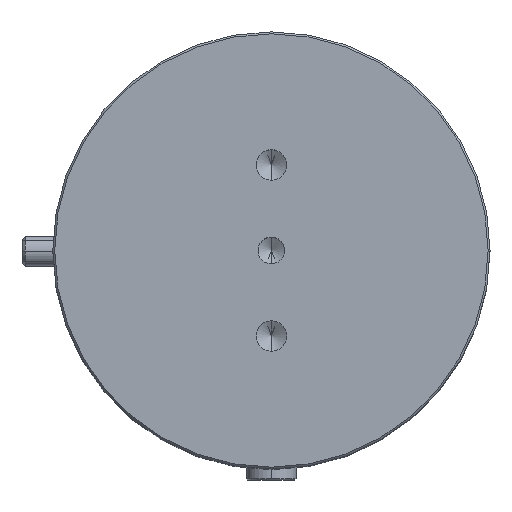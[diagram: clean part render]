
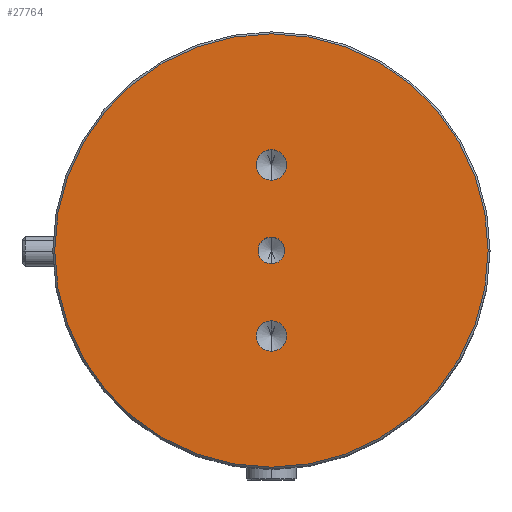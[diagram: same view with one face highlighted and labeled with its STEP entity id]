
A CAD part, top view. The second image highlights one B-rep face of the part: STEP entity #27764.
In plain terms, the highlighted planar face has unit normal (0, 0, 1).
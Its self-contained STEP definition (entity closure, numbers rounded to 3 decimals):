
#9585=CARTESIAN_POINT('',(0.,0.,130.));
#9586=DIRECTION('',(0.,0.,-1.));
#9587=DIRECTION('',(0.,1.,0.));
#9588=AXIS2_PLACEMENT_3D('',#9585,#9586,#9587);
#9603=CARTESIAN_POINT('',(0.,22.5,130.));
#9604=DIRECTION('',(0.,0.,-1.));
#9605=DIRECTION('',(0.,-1.,0.));
#9606=AXIS2_PLACEMENT_3D('',#9603,#9604,#9605);
#9608=CARTESIAN_POINT('',(0.,22.5,130.));
#9609=DIRECTION('',(0.,0.,-1.));
#9610=DIRECTION('',(0.,1.,0.));
#9611=AXIS2_PLACEMENT_3D('',#9608,#9609,#9610);
#9613=CARTESIAN_POINT('',(0.,-22.5,130.));
#9614=DIRECTION('',(0.,0.,1.));
#9615=DIRECTION('',(0.,1.,0.));
#9616=AXIS2_PLACEMENT_3D('',#9613,#9614,#9615);
#9618=CARTESIAN_POINT('',(0.,-22.5,130.));
#9619=DIRECTION('',(0.,0.,1.));
#9620=DIRECTION('',(0.,-1.,0.));
#9621=AXIS2_PLACEMENT_3D('',#9618,#9619,#9620);
#9623=CARTESIAN_POINT('',(0.,0.,130.));
#9624=DIRECTION('',(0.,0.,-1.));
#9625=DIRECTION('',(0.,-1.,0.));
#9626=AXIS2_PLACEMENT_3D('',#9623,#9624,#9625);
#9628=CARTESIAN_POINT('',(0.,0.,130.));
#9629=DIRECTION('',(0.,0.,-1.));
#9630=DIRECTION('',(0.,1.,0.));
#9631=AXIS2_PLACEMENT_3D('',#9628,#9629,#9630);
#9633=CARTESIAN_POINT('',(0.,0.,130.));
#9634=DIRECTION('',(0.,0.,1.));
#9635=DIRECTION('',(0.,1.,0.));
#9636=AXIS2_PLACEMENT_3D('',#9633,#9634,#9635);
#20201=CARTESIAN_POINT('',(0.,18.5,130.));
#20202=CARTESIAN_POINT('',(0.,26.5,130.));
#20203=VERTEX_POINT('',#20201);
#20204=VERTEX_POINT('',#20202);
#20211=CARTESIAN_POINT('',(0.,-18.5,130.));
#20212=CARTESIAN_POINT('',(0.,-26.5,130.));
#20213=VERTEX_POINT('',#20211);
#20214=VERTEX_POINT('',#20212);
#20221=CARTESIAN_POINT('',(0.,-3.5,130.));
#20222=CARTESIAN_POINT('',(0.,3.5,130.));
#20223=VERTEX_POINT('',#20221);
#20224=VERTEX_POINT('',#20222);
#20225=CARTESIAN_POINT('',(0.,57.,130.));
#20226=CARTESIAN_POINT('',(0.,-57.,130.));
#20227=VERTEX_POINT('',#20225);
#20228=VERTEX_POINT('',#20226);
#27736=CARTESIAN_POINT('',(0.,0.,130.));
#27737=DIRECTION('',(0.,0.,-1.));
#27738=DIRECTION('',(0.,-1.,0.));
#27739=AXIS2_PLACEMENT_3D('',#27736,#27737,#27738);
#27740=PLANE('',#27739);
#27742=ORIENTED_EDGE('',*,*,#27741,.F.);
#27743=ORIENTED_EDGE('',*,*,#27726,.T.);
#27744=EDGE_LOOP('',(#27742,#27743));
#27745=FACE_OUTER_BOUND('',#27744,.F.);
#27747=ORIENTED_EDGE('',*,*,#27746,.F.);
#27749=ORIENTED_EDGE('',*,*,#27748,.F.);
#27750=EDGE_LOOP('',(#27747,#27749));
#27751=FACE_BOUND('',#27750,.F.);
#27753=ORIENTED_EDGE('',*,*,#27752,.T.);
#27755=ORIENTED_EDGE('',*,*,#27754,.T.);
#27756=EDGE_LOOP('',(#27753,#27755));
#27757=FACE_BOUND('',#27756,.F.);
#27759=ORIENTED_EDGE('',*,*,#27758,.F.);
#27761=ORIENTED_EDGE('',*,*,#27760,.F.);
#27762=EDGE_LOOP('',(#27759,#27761));
#27763=FACE_BOUND('',#27762,.F.);
#27764=ADVANCED_FACE('',(#27745,#27751,#27757,#27763),#27740,.F.);
#9589=CIRCLE('',#9588,57.);
#9607=CIRCLE('',#9606,4.);
#9612=CIRCLE('',#9611,4.);
#9617=CIRCLE('',#9616,4.);
#9622=CIRCLE('',#9621,4.);
#9627=CIRCLE('',#9626,3.5);
#9632=CIRCLE('',#9631,3.5);
#9637=CIRCLE('',#9636,57.);
#27726=EDGE_CURVE('',#20227,#20228,#9589,.T.);
#27741=EDGE_CURVE('',#20227,#20228,#9637,.T.);
#27746=EDGE_CURVE('',#20203,#20204,#9607,.T.);
#27748=EDGE_CURVE('',#20204,#20203,#9612,.T.);
#27752=EDGE_CURVE('',#20213,#20214,#9617,.T.);
#27754=EDGE_CURVE('',#20214,#20213,#9622,.T.);
#27758=EDGE_CURVE('',#20223,#20224,#9627,.T.);
#27760=EDGE_CURVE('',#20224,#20223,#9632,.T.);
